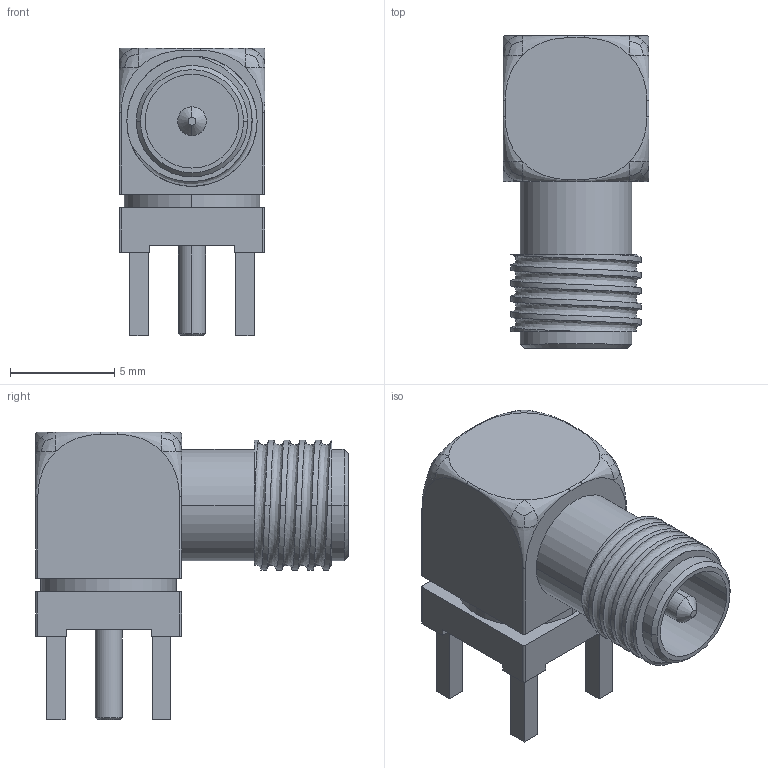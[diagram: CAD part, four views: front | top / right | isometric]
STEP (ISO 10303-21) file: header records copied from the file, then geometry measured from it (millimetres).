
FILE_DESCRIPTION (( 'STEP AP214' ), '1' );
FILE_NAME ('SMA-TH_SMA-KWE.step', '2022-07-15T04:41:14', ( '' ), ( '' ), 'SwSTEP 2.0', 'SolidWorks 2020', '' );
FILE_SCHEMA (( 'AUTOMOTIVE_DESIGN' ));
Length unit declared in the file: millimetre
Products named in the file (1): SMA-TH_SMA-KWE
Bounding box: 7 x 15 x 13.8 mm (x, y, z)
Volume: 595.5 mm3; surface area: 737.8 mm2
Topology: 14 solids, 14 shells, 409 faces, 1066 edges, 706 vertices
Faces by surface type: plane 229, bspline 137, cylinder 37, cone 6
Entity records: 21192 total; most frequent: CARTESIAN_POINT 7490, ORIENTED_EDGE 2130, DIRECTION 1337, EDGE_CURVE 1065, VERTEX_POINT 704, VECTOR 693, LINE 693, EDGE_LOOP 441
